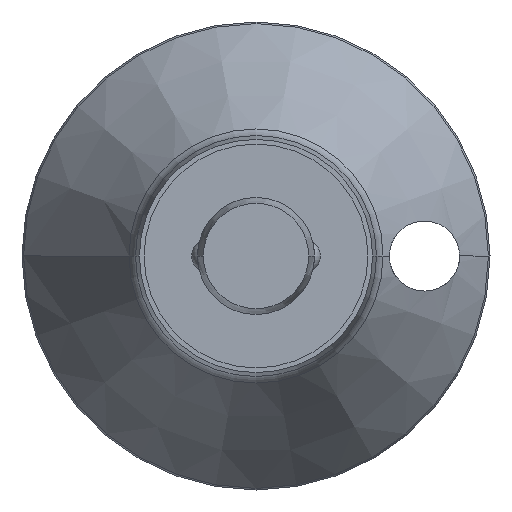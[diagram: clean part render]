
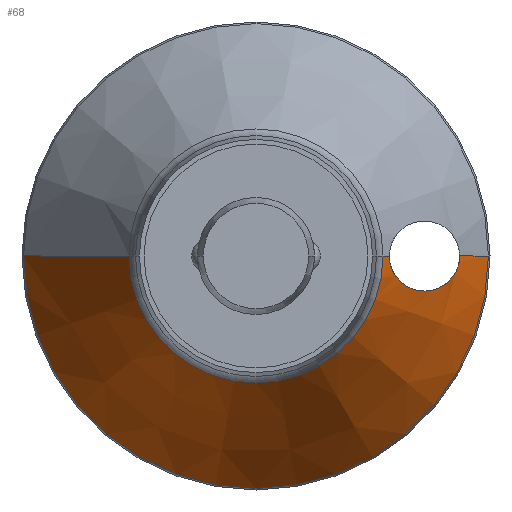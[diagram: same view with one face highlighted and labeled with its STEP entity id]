
A CAD part, front view. The second image highlights one B-rep face of the part: STEP entity #68.
In plain terms, the highlighted conical face has half-angle 30.55 degrees and reference radius 7.679 mm.
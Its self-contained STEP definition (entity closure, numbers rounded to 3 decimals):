
#68=ADVANCED_FACE('',(#160),#161,.T.);
#160=FACE_OUTER_BOUND('',#276,.T.);
#161=CONICAL_SURFACE('',#277,7.679,0.533);
#276=EDGE_LOOP('',(#408,#409,#410,#411,#412,#413));
#277=AXIS2_PLACEMENT_3D('',#414,#415,#416);
#408=ORIENTED_EDGE('',*,*,#695,.F.);
#409=ORIENTED_EDGE('',*,*,#696,.T.);
#410=ORIENTED_EDGE('',*,*,#697,.F.);
#411=ORIENTED_EDGE('',*,*,#683,.F.);
#412=ORIENTED_EDGE('',*,*,#698,.F.);
#413=ORIENTED_EDGE('',*,*,#699,.T.);
#414=CARTESIAN_POINT('',(0.,16.431,0.));
#415=DIRECTION('',(-0.0,1.0,0.));
#416=DIRECTION('',(1.0,0.0,0.0));
#683=EDGE_CURVE('',#799,#797,#804,.T.);
#695=EDGE_CURVE('',#822,#823,#824,.T.);
#696=EDGE_CURVE('',#822,#825,#826,.T.);
#697=EDGE_CURVE('',#797,#825,#827,.T.);
#698=EDGE_CURVE('',#828,#799,#829,.T.);
#699=EDGE_CURVE('',#828,#823,#830,.T.);
#797=VERTEX_POINT('',#963);
#799=VERTEX_POINT('',#965);
#804=CIRCLE('',#970,9.931);
#822=VERTEX_POINT('',#1008);
#823=VERTEX_POINT('',#1009);
#824=LINE('',#1010,#1011);
#825=VERTEX_POINT('',#1012);
#826=CIRCLE('',#1013,5.428);
#827=LINE('',#1014,#1015);
#828=VERTEX_POINT('',#1016);
#829=LINE('',#1017,#1018);
#830=B_SPLINE_CURVE_WITH_KNOTS('',3,(#1019,#1020,#1021,#1022,#1023,#1024,#1025,#1026,#1027,#1028,#1029,#1030,#1031,#1032,#1033,#1034,#1035,#1036,#1037,#1038),.UNSPECIFIED.,.F.,.F.,(4,2,2,2,2,2,2,2,2,4),(0.382,0.412,0.442,0.534,0.649,0.763,0.969,1.018,1.042,1.066),.UNSPECIFIED.);
#963=CARTESIAN_POINT('',(-9.931,20.246,0.));
#965=CARTESIAN_POINT('',(9.931,20.246,0.));
#970=AXIS2_PLACEMENT_3D('',#1340,#1341,#1342);
#1008=CARTESIAN_POINT('',(5.428,12.617,0.));
#1009=CARTESIAN_POINT('',(5.7,13.078,0.));
#1010=CARTESIAN_POINT('',(7.679,16.431,0.));
#1011=VECTOR('',#1358,1.0);
#1012=CARTESIAN_POINT('',(-5.428,12.617,0.));
#1013=AXIS2_PLACEMENT_3D('',#1359,#1360,#1361);
#1014=CARTESIAN_POINT('',(-7.679,16.431,0.));
#1015=VECTOR('',#1362,1.0);
#1016=CARTESIAN_POINT('',(8.7,18.161,0.));
#1017=CARTESIAN_POINT('',(7.679,16.431,0.));
#1018=VECTOR('',#1363,1.0);
#1019=CARTESIAN_POINT('',(8.7,18.161,0.));
#1020=CARTESIAN_POINT('',(8.7,18.161,-0.1));
#1021=CARTESIAN_POINT('',(8.689,18.146,-0.208));
#1022=CARTESIAN_POINT('',(8.646,18.086,-0.411));
#1023=CARTESIAN_POINT('',(8.615,18.041,-0.506));
#1024=CARTESIAN_POINT('',(8.475,17.843,-0.834));
#1025=CARTESIAN_POINT('',(8.3,17.591,-1.039));
#1026=CARTESIAN_POINT('',(7.949,17.071,-1.323));
#1027=CARTESIAN_POINT('',(7.729,16.734,-1.421));
#1028=CARTESIAN_POINT('',(7.293,16.039,-1.514));
#1029=CARTESIAN_POINT('',(7.077,15.681,-1.508));
#1030=CARTESIAN_POINT('',(6.546,14.76,-1.394));
#1031=CARTESIAN_POINT('',(6.173,14.053,-1.189));
#1032=CARTESIAN_POINT('',(5.868,13.432,-0.699));
#1033=CARTESIAN_POINT('',(5.811,13.312,-0.583));
#1034=CARTESIAN_POINT('',(5.747,13.179,-0.381));
#1035=CARTESIAN_POINT('',(5.73,13.143,-0.309));
#1036=CARTESIAN_POINT('',(5.707,13.092,-0.159));
#1037=CARTESIAN_POINT('',(5.7,13.078,-0.08));
#1038=CARTESIAN_POINT('',(5.7,13.078,0.));
#1340=CARTESIAN_POINT('',(0.,20.246,0.));
#1341=DIRECTION('',(-0.0,1.0,0.));
#1342=DIRECTION('',(1.0,0.0,0.0));
#1358=DIRECTION('',(0.508,0.861,0.));
#1359=CARTESIAN_POINT('',(0.,12.617,0.));
#1360=DIRECTION('',(-0.0,1.0,0.));
#1361=DIRECTION('',(1.0,0.0,0.0));
#1362=DIRECTION('',(0.508,-0.861,0.));
#1363=DIRECTION('',(0.508,0.861,0.));
